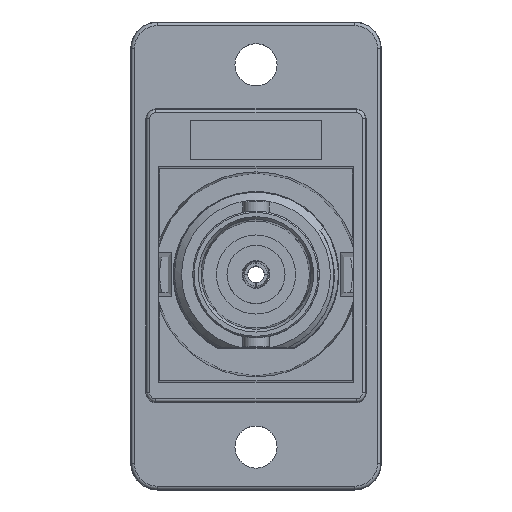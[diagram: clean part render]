
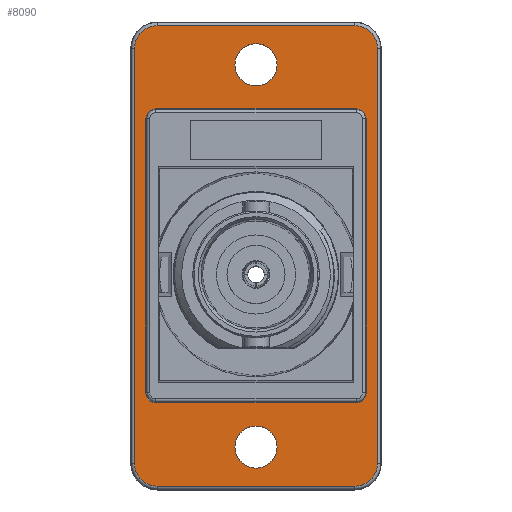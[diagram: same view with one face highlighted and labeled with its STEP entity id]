
A CAD part, top view. The second image highlights one B-rep face of the part: STEP entity #8090.
In plain terms, the highlighted planar face has unit normal (0, 0, 1).
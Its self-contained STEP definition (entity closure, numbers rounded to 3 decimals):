
#100=FACE_BOUND('',#1298,.T.);
#101=FACE_BOUND('',#1299,.T.);
#102=FACE_BOUND('',#1300,.T.);
#424=CIRCLE('',#8777,0.75);
#425=CIRCLE('',#8780,0.75);
#429=CIRCLE('',#8788,1.714);
#433=CIRCLE('',#8794,1.714);
#437=CIRCLE('',#8800,1.714);
#441=CIRCLE('',#8806,1.714);
#444=CIRCLE('',#8814,0.75);
#445=CIRCLE('',#8815,0.75);
#446=CIRCLE('',#8816,1.6);
#447=CIRCLE('',#8817,1.6);
#869=FACE_OUTER_BOUND('',#1297,.T.);
#1297=EDGE_LOOP('',(#6858,#6859,#6860,#6861,#6862,#6863,#6864,#6865));
#1298=EDGE_LOOP('',(#6866,#6867,#6868,#6869,#6870,#6871,#6872,#6873));
#1299=EDGE_LOOP('',(#6874));
#1300=EDGE_LOOP('',(#6875));
#2103=LINE('',#21172,#2780);
#2106=LINE('',#21180,#2783);
#2116=LINE('',#21206,#2793);
#2117=LINE('',#21217,#2794);
#2119=LINE('',#21229,#2796);
#2121=LINE('',#21241,#2798);
#2130=LINE('',#21266,#2807);
#2131=LINE('',#21270,#2808);
#2780=VECTOR('',#10716,10.);
#2783=VECTOR('',#10725,10.);
#2793=VECTOR('',#10743,10.);
#2794=VECTOR('',#10756,10.);
#2796=VECTOR('',#10770,10.);
#2798=VECTOR('',#10784,10.);
#2807=VECTOR('',#10813,10.);
#2808=VECTOR('',#10816,10.);
#3543=VERTEX_POINT('',#21164);
#3544=VERTEX_POINT('',#21166);
#3545=VERTEX_POINT('',#21170);
#3546=VERTEX_POINT('',#21174);
#3547=VERTEX_POINT('',#21178);
#3556=VERTEX_POINT('',#21199);
#3559=VERTEX_POINT('',#21204);
#3561=VERTEX_POINT('',#21209);
#3563=VERTEX_POINT('',#21215);
#3565=VERTEX_POINT('',#21221);
#3567=VERTEX_POINT('',#21227);
#3569=VERTEX_POINT('',#21233);
#3571=VERTEX_POINT('',#21239);
#3577=VERTEX_POINT('',#21265);
#3578=VERTEX_POINT('',#21267);
#3579=VERTEX_POINT('',#21269);
#3580=VERTEX_POINT('',#21272);
#3581=VERTEX_POINT('',#21274);
#4642=EDGE_CURVE('',#3543,#3544,#424,.F.);
#4645=EDGE_CURVE('',#3545,#3543,#2103,.T.);
#4647=EDGE_CURVE('',#3546,#3545,#425,.F.);
#4649=EDGE_CURVE('',#3547,#3546,#2106,.T.);
#4661=EDGE_CURVE('',#3559,#3556,#2116,.T.);
#4663=EDGE_CURVE('',#3561,#3559,#429,.T.);
#4666=EDGE_CURVE('',#3563,#3561,#2117,.T.);
#4669=EDGE_CURVE('',#3565,#3563,#433,.T.);
#4672=EDGE_CURVE('',#3567,#3565,#2119,.T.);
#4675=EDGE_CURVE('',#3569,#3567,#437,.T.);
#4678=EDGE_CURVE('',#3571,#3569,#2121,.T.);
#4681=EDGE_CURVE('',#3556,#3571,#441,.T.);
#4691=EDGE_CURVE('',#3544,#3577,#2130,.T.);
#4692=EDGE_CURVE('',#3578,#3547,#444,.F.);
#4693=EDGE_CURVE('',#3579,#3578,#2131,.T.);
#4694=EDGE_CURVE('',#3577,#3579,#445,.F.);
#4695=EDGE_CURVE('',#3580,#3580,#446,.T.);
#4696=EDGE_CURVE('',#3581,#3581,#447,.T.);
#6858=ORIENTED_EDGE('',*,*,#4661,.F.);
#6859=ORIENTED_EDGE('',*,*,#4663,.F.);
#6860=ORIENTED_EDGE('',*,*,#4666,.F.);
#6861=ORIENTED_EDGE('',*,*,#4669,.F.);
#6862=ORIENTED_EDGE('',*,*,#4672,.F.);
#6863=ORIENTED_EDGE('',*,*,#4675,.F.);
#6864=ORIENTED_EDGE('',*,*,#4678,.F.);
#6865=ORIENTED_EDGE('',*,*,#4681,.F.);
#6866=ORIENTED_EDGE('',*,*,#4691,.F.);
#6867=ORIENTED_EDGE('',*,*,#4642,.F.);
#6868=ORIENTED_EDGE('',*,*,#4645,.F.);
#6869=ORIENTED_EDGE('',*,*,#4647,.F.);
#6870=ORIENTED_EDGE('',*,*,#4649,.F.);
#6871=ORIENTED_EDGE('',*,*,#4692,.F.);
#6872=ORIENTED_EDGE('',*,*,#4693,.F.);
#6873=ORIENTED_EDGE('',*,*,#4694,.F.);
#6874=ORIENTED_EDGE('',*,*,#4695,.T.);
#6875=ORIENTED_EDGE('',*,*,#4696,.T.);
#7293=PLANE('',#8813);
#8090=ADVANCED_FACE('',(#869,#100,#101,#102),#7293,.T.);
#8777=AXIS2_PLACEMENT_3D('',#21167,#10710,#10711);
#8780=AXIS2_PLACEMENT_3D('',#21176,#10720,#10721);
#8788=AXIS2_PLACEMENT_3D('',#21211,#10748,#10749);
#8794=AXIS2_PLACEMENT_3D('',#21223,#10762,#10763);
#8800=AXIS2_PLACEMENT_3D('',#21235,#10776,#10777);
#8806=AXIS2_PLACEMENT_3D('',#21245,#10790,#10791);
#8813=AXIS2_PLACEMENT_3D('',#21264,#10811,#10812);
#8814=AXIS2_PLACEMENT_3D('',#21268,#10814,#10815);
#8815=AXIS2_PLACEMENT_3D('',#21271,#10817,#10818);
#8816=AXIS2_PLACEMENT_3D('',#21273,#10819,#10820);
#8817=AXIS2_PLACEMENT_3D('',#21275,#10821,#10822);
#10710=DIRECTION('center_axis',(0.,0.,-1.));
#10711=DIRECTION('ref_axis',(0.707,0.707,0.));
#10716=DIRECTION('',(0.,1.,0.));
#10720=DIRECTION('center_axis',(0.,0.,-1.));
#10721=DIRECTION('ref_axis',(0.707,-0.707,0.));
#10725=DIRECTION('',(1.,0.,0.));
#10743=DIRECTION('',(-1.,0.,0.));
#10748=DIRECTION('center_axis',(0.,0.,-1.));
#10749=DIRECTION('ref_axis',(0.707,-0.707,0.));
#10756=DIRECTION('',(0.,-1.,0.));
#10762=DIRECTION('center_axis',(0.,0.,-1.));
#10763=DIRECTION('ref_axis',(0.707,0.707,0.));
#10770=DIRECTION('',(1.,0.,0.));
#10776=DIRECTION('center_axis',(0.,0.,-1.));
#10777=DIRECTION('ref_axis',(-0.707,0.707,0.));
#10784=DIRECTION('',(0.,1.,0.));
#10790=DIRECTION('center_axis',(0.,0.,-1.));
#10791=DIRECTION('ref_axis',(-0.707,-0.707,0.));
#10811=DIRECTION('center_axis',(0.,0.,1.));
#10812=DIRECTION('ref_axis',(0.,-1.,0.));
#10813=DIRECTION('',(-1.,0.,0.));
#10814=DIRECTION('center_axis',(0.,0.,-1.));
#10815=DIRECTION('ref_axis',(-0.707,-0.707,0.));
#10816=DIRECTION('',(0.,-1.,0.));
#10817=DIRECTION('center_axis',(0.,0.,-1.));
#10818=DIRECTION('ref_axis',(-0.707,0.707,0.));
#10819=DIRECTION('center_axis',(0.,0.,-1.));
#10820=DIRECTION('ref_axis',(0.,-1.,0.));
#10821=DIRECTION('center_axis',(0.,0.,-1.));
#10822=DIRECTION('ref_axis',(0.,-1.,0.));
#21164=CARTESIAN_POINT('',(8.35,10.4,-2.8));
#21166=CARTESIAN_POINT('',(7.6,11.15,-2.8));
#21167=CARTESIAN_POINT('Origin',(7.6,10.4,-2.8));
#21170=CARTESIAN_POINT('',(8.35,-10.4,-2.8));
#21172=CARTESIAN_POINT('',(8.35,5.575,-2.8));
#21174=CARTESIAN_POINT('',(7.6,-11.15,-2.8));
#21176=CARTESIAN_POINT('Origin',(7.6,-10.4,-2.8));
#21178=CARTESIAN_POINT('',(-7.6,-11.15,-2.8));
#21180=CARTESIAN_POINT('',(4.175,-11.15,-2.8));
#21199=CARTESIAN_POINT('',(-7.5,-17.464,-2.8));
#21204=CARTESIAN_POINT('',(7.5,-17.464,-2.8));
#21206=CARTESIAN_POINT('',(4.75,-17.464,-2.8));
#21209=CARTESIAN_POINT('',(9.214,-15.75,-2.8));
#21211=CARTESIAN_POINT('Origin',(7.5,-15.75,-2.8));
#21215=CARTESIAN_POINT('',(9.214,15.75,-2.8));
#21217=CARTESIAN_POINT('',(9.214,8.875,-2.8));
#21221=CARTESIAN_POINT('',(7.5,17.464,-2.8));
#21223=CARTESIAN_POINT('Origin',(7.5,15.75,-2.8));
#21227=CARTESIAN_POINT('',(-7.5,17.464,-2.8));
#21229=CARTESIAN_POINT('',(-4.75,17.464,-2.8));
#21233=CARTESIAN_POINT('',(-9.214,15.75,-2.8));
#21235=CARTESIAN_POINT('Origin',(-7.5,15.75,-2.8));
#21239=CARTESIAN_POINT('',(-9.214,-15.75,-2.8));
#21241=CARTESIAN_POINT('',(-9.214,-8.875,-2.8));
#21245=CARTESIAN_POINT('Origin',(-7.5,-15.75,-2.8));
#21264=CARTESIAN_POINT('Origin',(0.,0.,
-2.8));
#21265=CARTESIAN_POINT('',(-7.6,11.15,-2.8));
#21266=CARTESIAN_POINT('',(-4.175,11.15,-2.8));
#21267=CARTESIAN_POINT('',(-8.35,-10.4,-2.8));
#21268=CARTESIAN_POINT('Origin',(-7.6,-10.4,-2.8));
#21269=CARTESIAN_POINT('',(-8.35,10.4,-2.8));
#21270=CARTESIAN_POINT('',(-8.35,-5.575,-2.8));
#21271=CARTESIAN_POINT('Origin',(-7.6,10.4,-2.8));
#21272=CARTESIAN_POINT('',(0.,16.1,-2.8));
#21273=CARTESIAN_POINT('Origin',(0.,14.5,-2.8));
#21274=CARTESIAN_POINT('',(0.,-12.9,-2.8));
#21275=CARTESIAN_POINT('Origin',(0.,-14.5,-2.8));
